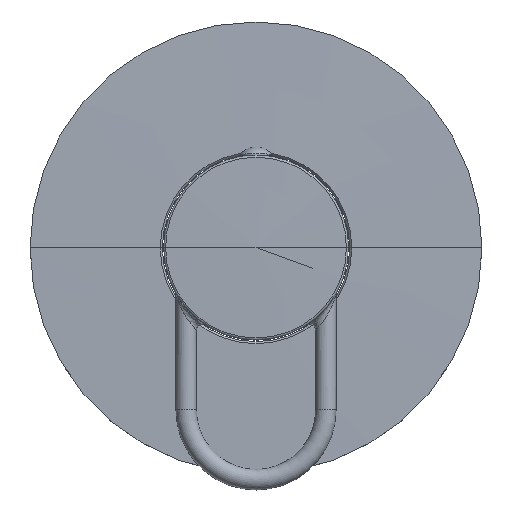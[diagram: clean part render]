
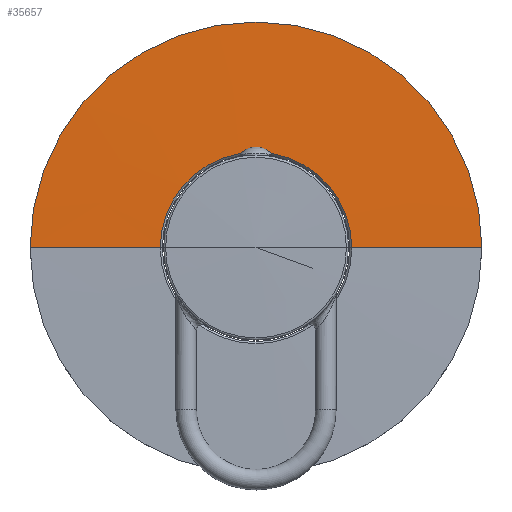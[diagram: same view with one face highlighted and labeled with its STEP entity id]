
A CAD part, top view. The second image highlights one B-rep face of the part: STEP entity #35657.
In plain terms, the highlighted conical face has half-angle 89 degrees and reference radius 39.154 mm.
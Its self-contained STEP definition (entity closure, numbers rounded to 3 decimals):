
#35095=DIRECTION('',(-1.,0.,0.017));
#35096=VECTOR('',#35095,31.696);
#35097=CARTESIAN_POINT('',(55.,0.,53.5));
#35098=LINE('',#35097,#35096);
#35104=DIRECTION('',(1.,0.,0.017));
#35105=VECTOR('',#35104,31.696);
#35106=CARTESIAN_POINT('',(-55.,0.,53.5));
#35107=LINE('',#35106,#35105);
#35134=CARTESIAN_POINT('',(0.,0.,54.053));
#35135=DIRECTION('',(0.,0.,1.));
#35136=DIRECTION('',(1.,0.,0.));
#35137=AXIS2_PLACEMENT_3D('',#35134,#35135,#35136);
#35139=CARTESIAN_POINT('',(0.,0.,53.5));
#35140=DIRECTION('',(0.,0.,-1.));
#35141=DIRECTION('',(-1.,0.,0.));
#35142=AXIS2_PLACEMENT_3D('',#35139,#35140,#35141);
#35235=CARTESIAN_POINT('',(-55.,0.,53.5));
#35237=VERTEX_POINT('',#35235);
#35247=CARTESIAN_POINT('',(55.,0.,53.5));
#35249=VERTEX_POINT('',#35247);
#35278=CARTESIAN_POINT('',(23.309,0.,
54.053));
#35279=CARTESIAN_POINT('',(-23.309,0.,54.053));
#35280=VERTEX_POINT('',#35278);
#35281=VERTEX_POINT('',#35279);
#35646=CARTESIAN_POINT('',(0.,0.,53.777));
#35647=DIRECTION('',(0.,0.,-1.));
#35648=DIRECTION('',(1.,0.,0.));
#35649=AXIS2_PLACEMENT_3D('',#35646,#35647,#35648);
#35650=CONICAL_SURFACE('',#35649,39.154,89.);
#35651=ORIENTED_EDGE('',*,*,#35633,.T.);
#35652=ORIENTED_EDGE('',*,*,#35549,.F.);
#35653=ORIENTED_EDGE('',*,*,#35507,.T.);
#35654=ORIENTED_EDGE('',*,*,#35546,.T.);
#35655=EDGE_LOOP('',(#35651,#35652,#35653,#35654));
#35656=FACE_OUTER_BOUND('',#35655,.F.);
#35657=ADVANCED_FACE('',(#35656),#35650,.T.);
#35138=CIRCLE('',#35137,23.309);
#35143=CIRCLE('',#35142,55.);
#35507=EDGE_CURVE('',#35237,#35249,#35143,.T.);
#35546=EDGE_CURVE('',#35249,#35280,#35098,.T.);
#35549=EDGE_CURVE('',#35237,#35281,#35107,.T.);
#35633=EDGE_CURVE('',#35280,#35281,#35138,.T.);
